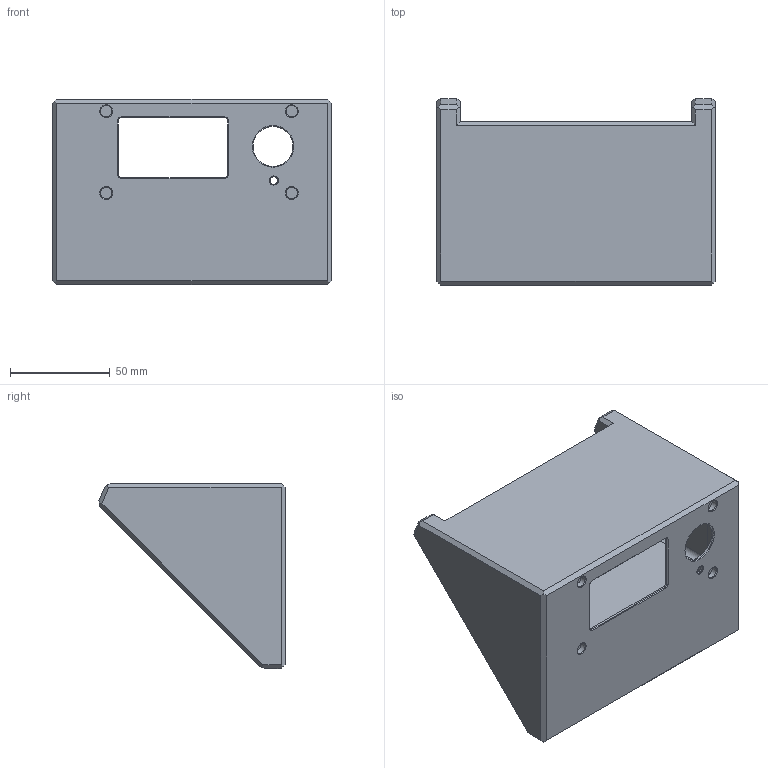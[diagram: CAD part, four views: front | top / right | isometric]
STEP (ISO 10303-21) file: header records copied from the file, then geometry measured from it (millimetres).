
FILE_DESCRIPTION(/* description */ (''),/* implementation_level */ '2;1');
FILE_NAME(/* name */ 'LCD Panel No Logo v1.step',/* time_stamp */ '2020-03-25T20:11:29-05:00',/* author */ (''),/* organization */ (''),/* preprocessor_version */ 'ST-DEVELOPER v18',/* originating_system */ 'Autodesk Translation Framework v8.12.0.6',/* authorisation */ '');
FILE_SCHEMA (('AUTOMOTIVE_DESIGN { 1 0 10303 214 3 1 1 }'));
Length unit declared in the file: millimetre
Products named in the file (1): LCD Panel No Logo
Bounding box: 139.8 x 93.43 x 92.8 mm (x, y, z)
Volume: 312740.7 mm3; surface area: 69961.4 mm2
Topology: 1 solids, 1 shells, 154 faces, 368 edges, 216 vertices
Faces by surface type: plane 78, cylinder 48, cone 14, sphere 8, torus 4, bspline 2
Full cylindrical faces by diameter (mm): 3.5 x4, 3.75 x1, 5.7 x4, 20 x1
Entity records: 4380 total; most frequent: DIRECTION 778, CARTESIAN_POINT 747, ORIENTED_EDGE 720, EDGE_CURVE 360, AXIS2_PLACEMENT_3D 265, LINE 248, VECTOR 248, VERTEX_POINT 216
